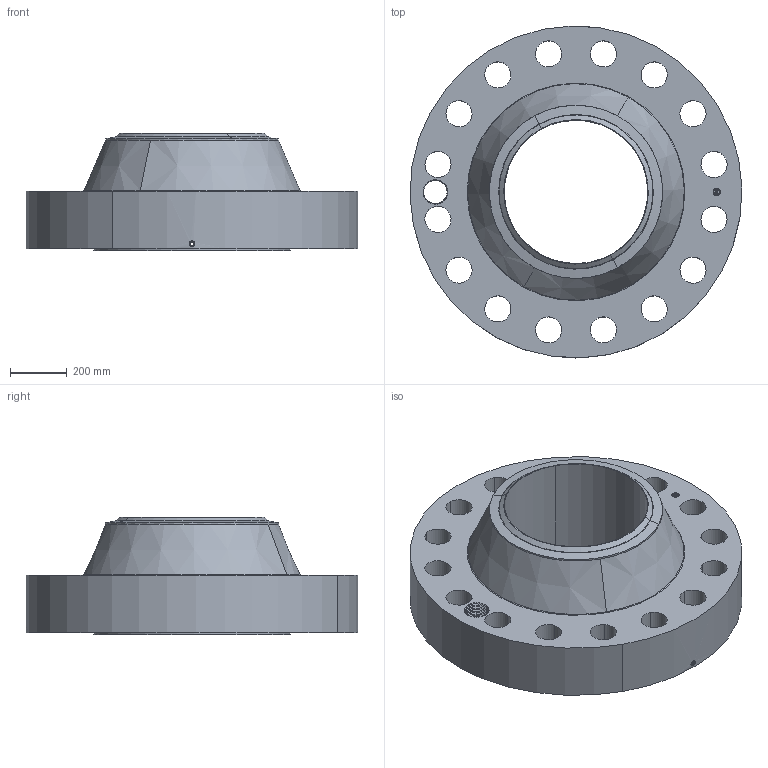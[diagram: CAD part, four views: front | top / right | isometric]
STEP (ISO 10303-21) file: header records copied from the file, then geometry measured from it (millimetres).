
FILE_DESCRIPTION(('3D STEP'),'2;1');
FILE_NAME('24-1500-RF-WELD-NECK-140-ORIF-FLANGE.stp','2013-11-03T23:15:42+00:00',('Texas Flange'),(''),'CATIA Version 5 Release 20 SP 6 (IN-10)','CATIA V5 STEP AP214','800-826-3801');
FILE_SCHEMA(('AUTOMOTIVE_DESIGN { 1 0 10303 214 1 1 1 1 }'));
Length unit declared in the file: inch
Products named in the file (1): 24-1500-RF-WELD-NECK-140-ORIF-FLANGE
Bounding box: 1168.07 x 1168.4 x 412.75 mm (x, y, z)
Volume: 187029434.2 mm3; surface area: 4251719.6 mm2
Topology: 1 solids, 1 shells, 891 faces, 2415 edges, 1545 vertices
Faces by surface type: plane 369, bspline 320, cylinder 144, cone 50, torus 4, revolution 4
Entity records: 38737 total; most frequent: CARTESIAN_POINT 17399, ORIENTED_EDGE 4830, EDGE_CURVE 2415, DIRECTION 2175, VERTEX_POINT 1545, VECTOR 1233, LINE 1233, B_SPLINE_CURVE_WITH_KNOTS 1034
